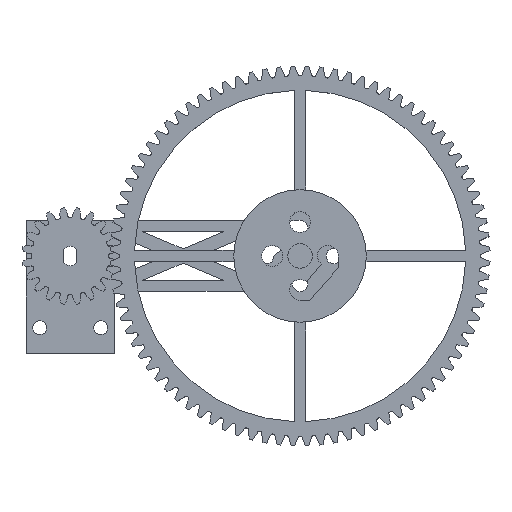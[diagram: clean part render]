
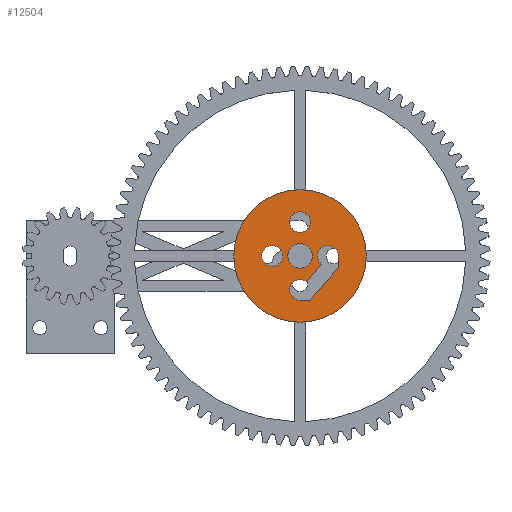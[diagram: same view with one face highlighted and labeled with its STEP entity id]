
A CAD part, top view. The second image highlights one B-rep face of the part: STEP entity #12504.
In plain terms, the highlighted planar face has unit normal (0, 0, 1).
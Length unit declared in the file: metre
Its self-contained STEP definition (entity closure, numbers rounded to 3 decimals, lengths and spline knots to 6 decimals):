
#1106=LINE('',#18137,#1841);
#1107=LINE('',#18139,#1842);
#1108=LINE('',#18141,#1843);
#1109=LINE('',#18145,#1844);
#1841=VECTOR('',#14641,1.);
#1842=VECTOR('',#14642,1.);
#1843=VECTOR('',#14643,1.);
#1844=VECTOR('',#14646,1.);
#2576=ORIENTED_EDGE('',*,*,#6662,.F.);
#2577=ORIENTED_EDGE('',*,*,#6663,.F.);
#2578=ORIENTED_EDGE('',*,*,#6664,.F.);
#2579=ORIENTED_EDGE('',*,*,#6665,.T.);
#2580=ORIENTED_EDGE('',*,*,#6666,.F.);
#2581=ORIENTED_EDGE('',*,*,#6667,.T.);
#2582=ORIENTED_EDGE('',*,*,#6668,.T.);
#2583=ORIENTED_EDGE('',*,*,#6669,.F.);
#2584=ORIENTED_EDGE('',*,*,#6670,.F.);
#2585=ORIENTED_EDGE('',*,*,#6671,.T.);
#6662=EDGE_CURVE('',#8705,#8705,#10075,.T.);
#6663=EDGE_CURVE('',#8706,#8706,#10076,.T.);
#6664=EDGE_CURVE('',#8707,#8707,#10077,.T.);
#6665=EDGE_CURVE('',#8708,#8708,#10078,.T.);
#6666=EDGE_CURVE('',#8709,#8710,#10079,.T.);
#6667=EDGE_CURVE('',#8709,#8711,#1106,.T.);
#6668=EDGE_CURVE('',#8711,#8712,#1107,.T.);
#6669=EDGE_CURVE('',#8713,#8712,#1108,.T.);
#6670=EDGE_CURVE('',#8714,#8713,#10080,.T.);
#6671=EDGE_CURVE('',#8714,#8710,#1109,.T.);
#8705=VERTEX_POINT('',#18127);
#8706=VERTEX_POINT('',#18129);
#8707=VERTEX_POINT('',#18131);
#8708=VERTEX_POINT('',#18133);
#8709=VERTEX_POINT('',#18135);
#8710=VERTEX_POINT('',#18136);
#8711=VERTEX_POINT('',#18138);
#8712=VERTEX_POINT('',#18140);
#8713=VERTEX_POINT('',#18142);
#8714=VERTEX_POINT('',#18144);
#10075=CIRCLE('',#13248,0.003);
#10076=CIRCLE('',#13249,0.0035);
#10077=CIRCLE('',#13250,0.003);
#10078=CIRCLE('',#13251,0.01905);
#10079=CIRCLE('',#13252,0.003);
#10080=CIRCLE('',#13253,0.003);
#10965=EDGE_LOOP('',(#2576));
#10966=EDGE_LOOP('',(#2577));
#10967=EDGE_LOOP('',(#2578));
#10968=EDGE_LOOP('',(#2579));
#10969=EDGE_LOOP('',(#2580,#2581,#2582,#2583,#2584,#2585));
#11714=FACE_BOUND('',#10965,.T.);
#11715=FACE_BOUND('',#10966,.T.);
#11716=FACE_BOUND('',#10967,.T.);
#11717=FACE_BOUND('',#10968,.T.);
#11718=FACE_BOUND('',#10969,.T.);
#12463=PLANE('',#13247);
#12504=ADVANCED_FACE('',(#11714,#11715,#11716,#11717,#11718),#12463,.T.);
#13247=AXIS2_PLACEMENT_3D('',#18125,#14629,#14630);
#13248=AXIS2_PLACEMENT_3D('',#18126,#14631,#14632);
#13249=AXIS2_PLACEMENT_3D('',#18128,#14633,#14634);
#13250=AXIS2_PLACEMENT_3D('',#18130,#14635,#14636);
#13251=AXIS2_PLACEMENT_3D('',#18132,#14637,#14638);
#13252=AXIS2_PLACEMENT_3D('',#18134,#14639,#14640);
#13253=AXIS2_PLACEMENT_3D('',#18143,#14644,#14645);
#14629=DIRECTION('',(0.,0.,1.));
#14630=DIRECTION('',(1.,0.,0.));
#14631=DIRECTION('',(0.,0.,1.));
#14632=DIRECTION('',(1.,0.,0.));
#14633=DIRECTION('',(0.,0.,1.));
#14634=DIRECTION('',(1.,0.,0.));
#14635=DIRECTION('',(0.,0.,1.));
#14636=DIRECTION('',(1.,0.,0.));
#14637=DIRECTION('',(0.,0.,1.));
#14638=DIRECTION('',(1.,0.,0.));
#14639=DIRECTION('',(0.,0.,1.));
#14640=DIRECTION('',(1.,0.,0.));
#14641=DIRECTION('',(0.,-1.,0.));
#14642=DIRECTION('',(-0.665,-0.747,0.));
#14643=DIRECTION('',(1.,0.,0.));
#14644=DIRECTION('',(0.,0.,1.));
#14645=DIRECTION('',(1.,0.,0.));
#14646=DIRECTION('',(0.634,0.773,0.));
#18125=CARTESIAN_POINT('',(0.,0.,0.001905));
#18126=CARTESIAN_POINT('',(0.,0.00975,0.001905));
#18127=CARTESIAN_POINT('',(0.003,0.00975,0.001905));
#18128=CARTESIAN_POINT('',(0.,0.,0.001905));
#18129=CARTESIAN_POINT('',(0.0035,0.,0.001905));
#18130=CARTESIAN_POINT('',(-0.008,0.,0.001905));
#18131=CARTESIAN_POINT('',(-0.005,0.,0.001905));
#18132=CARTESIAN_POINT('',(0.,0.,0.001905));
#18133=CARTESIAN_POINT('',(0.01905,0.,0.001905));
#18134=CARTESIAN_POINT('',(0.008,0.,0.001905));
#18135=CARTESIAN_POINT('',(0.011,0.,0.001905));
#18136=CARTESIAN_POINT('',(0.006097,-0.002319,0.001905));
#18137=CARTESIAN_POINT('',(0.011,-0.001714,0.001905));
#18138=CARTESIAN_POINT('',(0.011,-0.003428,0.001905));
#18139=CARTESIAN_POINT('',(0.006855,-0.008089,0.001905));
#18140=CARTESIAN_POINT('',(0.00271,-0.01275,0.001905));
#18141=CARTESIAN_POINT('',(0.001355,-0.01275,0.001905));
#18142=CARTESIAN_POINT('',(0.,-0.01275,0.001905));
#18143=CARTESIAN_POINT('',(0.,-0.00975,0.001905));
#18144=CARTESIAN_POINT('',(0.001903,-0.007431,0.001905));
#18145=CARTESIAN_POINT('',(0.004,-0.004875,0.001905));
